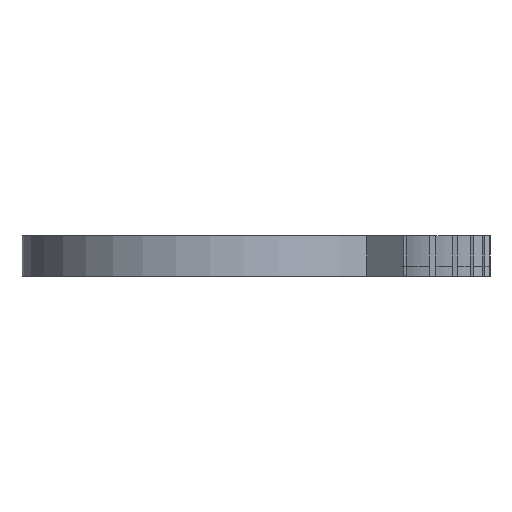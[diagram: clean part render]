
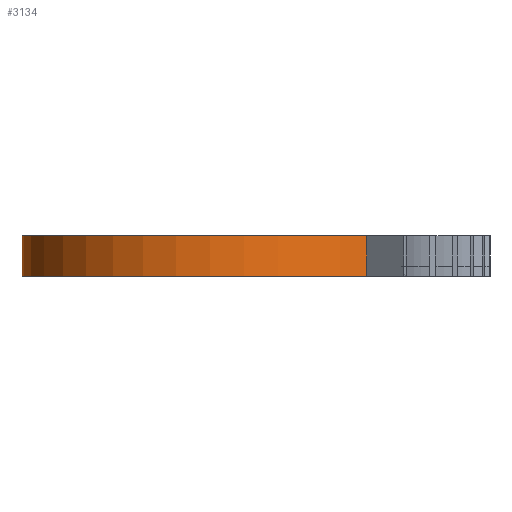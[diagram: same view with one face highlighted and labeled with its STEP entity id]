
A CAD part, left-side view. The second image highlights one B-rep face of the part: STEP entity #3134.
In plain terms, the highlighted cylindrical face has radius 20 mm (diameter 40 mm), a partial arc.
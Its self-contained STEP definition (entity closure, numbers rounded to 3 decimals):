
#512=FACE_OUTER_BOUND('',#703,.T.);
#703=EDGE_LOOP('',(#2438,#2439,#2440,#2441));
#927=LINE('',#13910,#1074);
#928=LINE('',#13913,#1075);
#1074=VECTOR('',#3655,10.);
#1075=VECTOR('',#3658,10.);
#1166=CIRCLE('',#3318,20.);
#1169=CIRCLE('',#3323,20.);
#1418=VERTEX_POINT('',#13864);
#1420=VERTEX_POINT('',#13899);
#1423=VERTEX_POINT('',#13909);
#1424=VERTEX_POINT('',#13911);
#1816=EDGE_CURVE('',#1420,#1418,#1166,.T.);
#1820=EDGE_CURVE('',#1423,#1420,#927,.T.);
#1821=EDGE_CURVE('',#1424,#1423,#1169,.T.);
#1822=EDGE_CURVE('',#1418,#1424,#928,.T.);
#2438=ORIENTED_EDGE('',*,*,#1820,.F.);
#2439=ORIENTED_EDGE('',*,*,#1821,.F.);
#2440=ORIENTED_EDGE('',*,*,#1822,.F.);
#2441=ORIENTED_EDGE('',*,*,#1816,.F.);
#3023=CYLINDRICAL_SURFACE('',#3322,20.);
#3134=ADVANCED_FACE('',(#512),#3023,.T.);
#3318=AXIS2_PLACEMENT_3D('',#13901,#3644,#3645);
#3322=AXIS2_PLACEMENT_3D('',#13908,#3653,#3654);
#3323=AXIS2_PLACEMENT_3D('',#13912,#3656,#3657);
#3644=DIRECTION('center_axis',(0.,0.,1.));
#3645=DIRECTION('ref_axis',(1.,0.,0.));
#3653=DIRECTION('center_axis',(0.,0.,-1.));
#3654=DIRECTION('ref_axis',(-0.382,0.924,0.));
#3655=DIRECTION('',(0.,0.,1.));
#3656=DIRECTION('center_axis',(0.,0.,-1.));
#3657=DIRECTION('ref_axis',(1.,0.,0.));
#3658=DIRECTION('',(0.,0.,-1.));
#13864=CARTESIAN_POINT('',(-14.15,-14.134,4.));
#13899=CARTESIAN_POINT('',(20.,0.,4.));
#13901=CARTESIAN_POINT('Origin',(0.,0.,4.));
#13908=CARTESIAN_POINT('Origin',(0.,0.,1.));
#13909=CARTESIAN_POINT('',(20.,0.,0.));
#13910=CARTESIAN_POINT('',(20.,0.,1.));
#13911=CARTESIAN_POINT('',(-14.15,-14.134,0.));
#13912=CARTESIAN_POINT('Origin',(0.,0.,0.));
#13913=CARTESIAN_POINT('',(-14.15,-14.134,1.));
